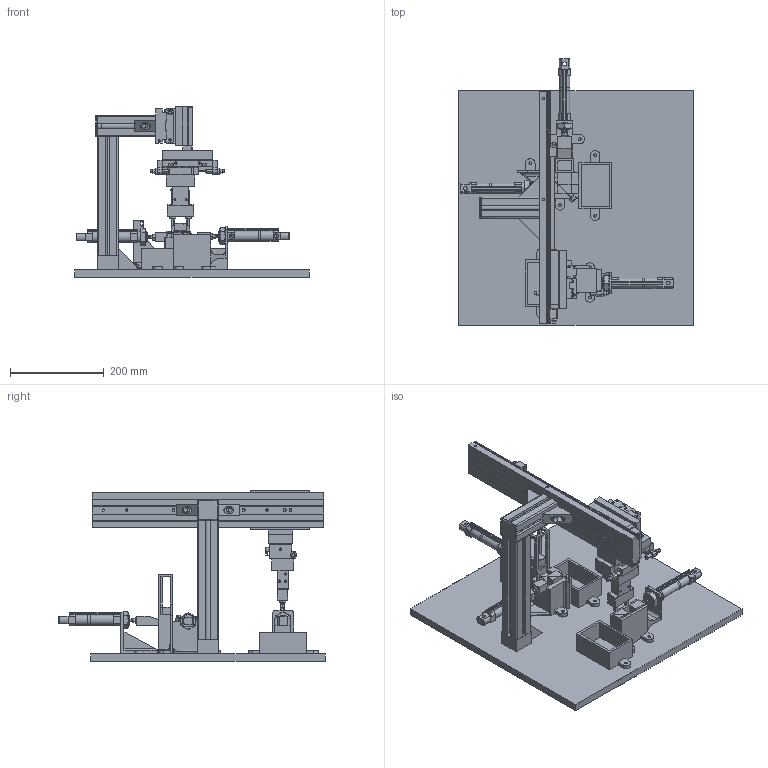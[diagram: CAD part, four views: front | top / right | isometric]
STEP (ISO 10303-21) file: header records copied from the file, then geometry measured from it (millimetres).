
FILE_DESCRIPTION(/* description */ (''),/* implementation_level */ '2;1');
FILE_NAME(/* name */ 'Maqueta.stp',/* time_stamp */ '2024-08-17T14:25:46+02:00',/* author */ (''),/* organization */ (''),/* preprocessor_version */ 'ST-DEVELOPER v19.4',/* originating_system */ 'SIEMENS PLM Software NX2306.1700',/* authorisation */ '');
FILE_SCHEMA (('AUTOMOTIVE_DESIGN { 1 0 10303 214 3 1 1 1 }'));
Length unit declared in the file: millimetre
Products named in the file (40): MHKL2-16D_BODY; MHKL2-16_FINGER; MXP16-30B_TABLE; MXP16-30B_AOP; MXP16-30B_BODY; MXF16-30_TABLE; MXF16-30_BODY; MXW16-200_BODY; MXW16_TABLE; C8520_MOUNTING_NUT; C8520_ROD_NUT; C8520-50_ROD; CD85N20-50-A_BODY; P016-sensor_hilo_pequeño; P012-Expulsador; P013-Almacen; P008-Placa; P007-Placa; P006-Placa; P005-Escuadra; P004-Tapa; P003-Perfil_125; P002-Perfil_255; P015-Empujador_pequeño; P014-sensor_hilo; P011-Empujador; P009-Cesta; P010-Silo; P000-Pieza; P001-Placa; CD85N20-50-A; A003-Consumidor_MODEL; MHKL2-16D_MODEL; MXP16-30B; MXF16-30; MXW16-200_MODEL; A001-Manipualdor_MODEL; CD85N20-50-A_MODEL; A002-Alimentador_MODEL; A000-Maqueta
Assembly tree (52 placements, depth 4):
  A000-Maqueta
    P001-Placa
    P000-Pieza  x4
    A002-Alimentador_MODEL
      P010-Silo
      CD85N20-50-A
        CD85N20-50-A_BODY
        C8520-50_ROD
        C8520_ROD_NUT
        C8520_MOUNTING_NUT
      P009-Cesta
      P011-Empujador
      P014-sensor_hilo
      CD85N20-50-A_MODEL
        C8520_MOUNTING_NUT
        C8520_ROD_NUT
        C8520-50_ROD
        CD85N20-50-A_BODY
      P015-Empujador_pequeño
    A001-Manipualdor_MODEL
      MXW16-200_MODEL
        MXW16_TABLE
        MXW16-200_BODY
      P002-Perfil_255
      P003-Perfil_125
      P004-Tapa
      P005-Escuadra  x3
      MXF16-30
        MXF16-30_BODY
        MXF16-30_TABLE
      P006-Placa
      P007-Placa
      MXP16-30B
        MXP16-30B_BODY
        MXP16-30B_AOP  x2
        MXP16-30B_TABLE
      P008-Placa
      MHKL2-16D_MODEL
        MHKL2-16_FINGER  x2
        MHKL2-16D_BODY
    A003-Consumidor_MODEL
      P013-Almacen
      CD85N20-50-A
        CD85N20-50-A_BODY
        C8520-50_ROD
        C8520_ROD_NUT
        C8520_MOUNTING_NUT
      P009-Cesta
      P012-Expulsador
      P016-sensor_hilo_pequeño
Bounding box: 502 x 570.05 x 365 mm (x, y, z)
Volume: 7554661.8 mm3; surface area: 1449212.4 mm2
Topology: 47 solids, 47 shells, 1967 faces, 5127 edges, 3349 vertices
Faces by surface type: plane 1048, cylinder 580, cone 311, bspline 17, sphere 8, torus 3
Full cylindrical faces by diameter (mm): 1.5 x2
Entity records: 54174 total; most frequent: CARTESIAN_POINT 15444, ORIENTED_EDGE 7956, DIRECTION 7468, EDGE_CURVE 3978, LINE 2630, VECTOR 2630, VERTEX_POINT 2601, AXIS2_PLACEMENT_3D 2419
